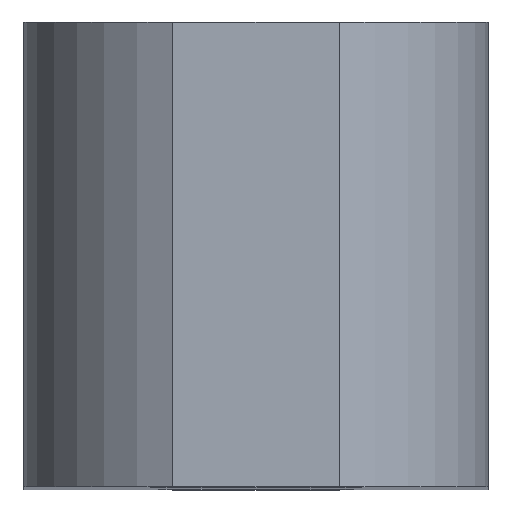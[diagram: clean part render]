
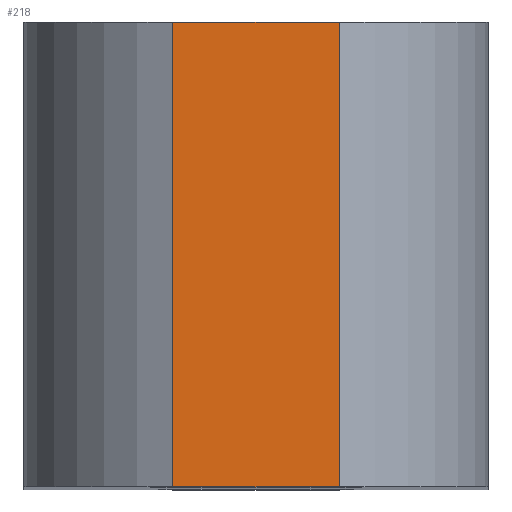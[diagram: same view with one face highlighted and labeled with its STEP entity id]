
A CAD part, top view. The second image highlights one B-rep face of the part: STEP entity #218.
In plain terms, the highlighted planar face has unit normal (0, 0, 1).
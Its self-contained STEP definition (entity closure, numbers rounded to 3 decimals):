
#38=FACE_OUTER_BOUND('',#50,.T.);
#50=EDGE_LOOP('',(#155,#156,#157,#158));
#69=LINE('',#354,#87);
#70=LINE('',#356,#88);
#71=LINE('',#358,#89);
#72=LINE('',#359,#90);
#87=VECTOR('',#283,10.);
#88=VECTOR('',#284,10.);
#89=VECTOR('',#285,10.);
#90=VECTOR('',#286,10.);
#105=VERTEX_POINT('',#352);
#106=VERTEX_POINT('',#353);
#107=VERTEX_POINT('',#355);
#108=VERTEX_POINT('',#357);
#125=EDGE_CURVE('',#105,#106,#69,.T.);
#126=EDGE_CURVE('',#107,#105,#70,.T.);
#127=EDGE_CURVE('',#108,#107,#71,.T.);
#128=EDGE_CURVE('',#106,#108,#72,.T.);
#155=ORIENTED_EDGE('',*,*,#125,.F.);
#156=ORIENTED_EDGE('',*,*,#126,.F.);
#157=ORIENTED_EDGE('',*,*,#127,.F.);
#158=ORIENTED_EDGE('',*,*,#128,.F.);
#212=PLANE('',#250);
#218=ADVANCED_FACE('',(#38),#212,.F.);
#250=AXIS2_PLACEMENT_3D('',#351,#281,#282);
#281=DIRECTION('center_axis',(0.,0.,-1.));
#282=DIRECTION('ref_axis',(-1.,0.,0.));
#283=DIRECTION('',(1.,0.,0.));
#284=DIRECTION('',(0.,1.,0.));
#285=DIRECTION('',(-1.,0.,0.));
#286=DIRECTION('',(0.,-1.,0.));
#351=CARTESIAN_POINT('Origin',(-96.148,0.,140.));
#352=CARTESIAN_POINT('',(-203.852,300.,140.));
#353=CARTESIAN_POINT('',(-96.148,300.,140.));
#354=CARTESIAN_POINT('',(-123.074,300.,140.));
#355=CARTESIAN_POINT('',(-203.852,0.,140.));
#356=CARTESIAN_POINT('',(-203.852,0.,140.));
#357=CARTESIAN_POINT('',(-96.148,0.,140.));
#358=CARTESIAN_POINT('',(-123.074,0.,140.));
#359=CARTESIAN_POINT('',(-96.148,0.,140.));
